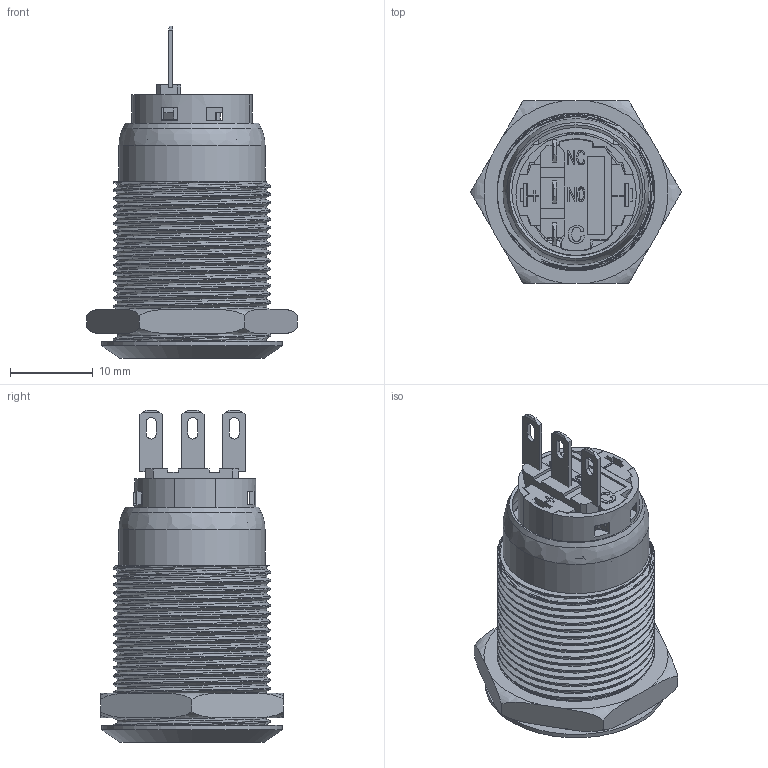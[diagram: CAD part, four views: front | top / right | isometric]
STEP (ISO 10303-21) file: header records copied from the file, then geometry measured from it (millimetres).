
FILE_DESCRIPTION(/* description */ (''),/* implementation_level */ '2;1');
FILE_NAME(/* name */ 'J19_211 311_x_t.stp',/* time_stamp */ '2019-11-28T11:25:49+08:00',/* author */ (''),/* organization */ (''),/* preprocessor_version */ 'ST-DEVELOPER v11',/* originating_system */ 'SIEMENS UGS NX 6.0',/* authorisation */ '');
FILE_SCHEMA (('CONFIG_CONTROL_DESIGN'));
Length unit declared in the file: millimetre
Products named in the file (11): solid_id51_x_t; solid_id46_x_t; solid_id41_x_t; solid_id36_x_t; solid_id31_x_t; solid_id26_x_t; solid_id21_x_t; solid_id16_x_t; solid_id11_x_t; solid_id6_x_t; J19_211 311_x_t
Assembly tree (10 placements, depth 2):
  J19_211 311_x_t
    solid_id6_x_t
    solid_id11_x_t
    solid_id16_x_t
    solid_id21_x_t
    solid_id26_x_t
    solid_id31_x_t
    solid_id36_x_t
    solid_id41_x_t
    solid_id46_x_t
    solid_id51_x_t
Bounding box: 25.4 x 22 x 40 mm (x, y, z)
Volume: 4216.6 mm3; surface area: 9485.9 mm2
Topology: 10 solids, 10 shells, 779 faces, 2170 edges, 1422 vertices
Faces by surface type: plane 629, cylinder 86, extrusion 21, torus 17, cone 16, bspline 6, sphere 4
Full cylindrical faces by diameter (mm): 0.43 x1, 1 x2, 1.8 x1, 5 x1, 5.4 x1, 13.52 x1, 15.4 x1, 15.8 x1, 16.5 x1, 16.9 x1, 17.6 x1, 21.8 x1
Entity records: 29127 total; most frequent: CARTESIAN_POINT 8163, ORIENTED_EDGE 4284, DIRECTION 3735, EDGE_CURVE 2142, VECTOR 1747, LINE 1726, VERTEX_POINT 1424, AXIS2_PLACEMENT_3D 994
